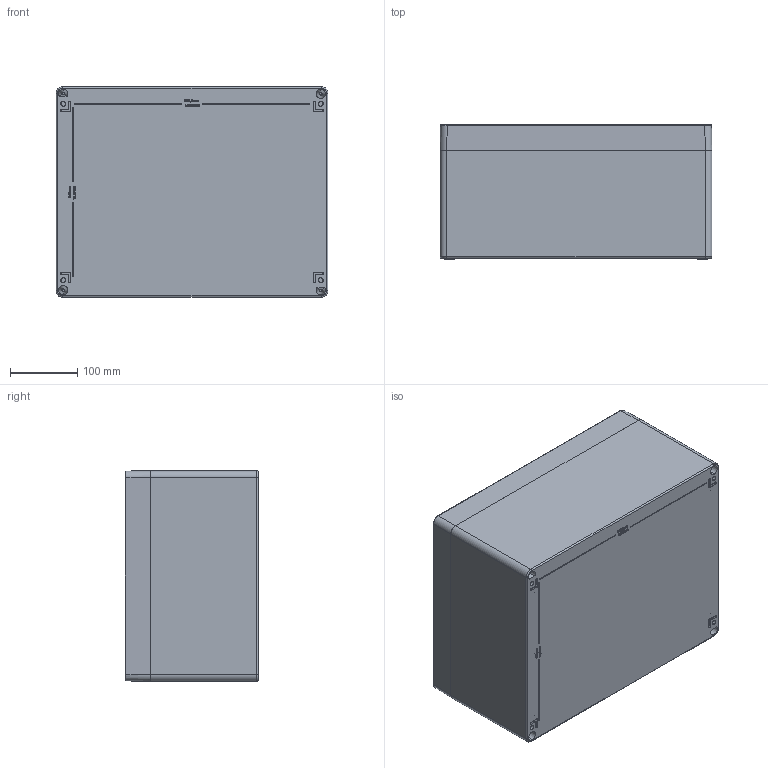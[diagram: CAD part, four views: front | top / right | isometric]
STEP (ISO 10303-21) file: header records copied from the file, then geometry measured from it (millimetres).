
FILE_DESCRIPTION (( 'STEP AP214' ), '1' );
FILE_NAME ('13210000.STEP', '2012-04-27T07:42:36', ( ' ' ), ( '' ), 'SwSTEP 2.0', 'SolidWorks 2011', '' );
FILE_SCHEMA (( 'AUTOMOTIVE_DESIGN' ));
Length unit declared in the file: millimetre
Products named in the file (6): 93261; 93117; 99999; 09071_Bearbeitung nach Zeichng. 13-2-090710-01-0; 03711_Bearbeitung nach Zeichng. 01-2-037110-01-0; 13210000
Assembly tree (8 placements, depth 2):
  13210000
    99999
    03711_Bearbeitung nach Zeichng. 01-2-037110-01-0
    93261  x4
    93117
    09071_Bearbeitung nach Zeichng. 13-2-090710-01-0
Bounding box: 404 x 199 x 313 mm (x, y, z)
Volume: 2733662 mm3; surface area: 923171.6 mm2
Topology: 9 solids, 9 shells, 1489 faces, 3715 edges, 2322 vertices
Faces by surface type: plane 579, bspline 377, cylinder 274, cone 197, torus 62
Entity records: 66597 total; most frequent: CARTESIAN_POINT 35400, ORIENTED_EDGE 6994, DIRECTION 5147, EDGE_CURVE 3497, VERTEX_POINT 2223, AXIS2_PLACEMENT_3D 1723, VECTOR 1701, LINE 1701
